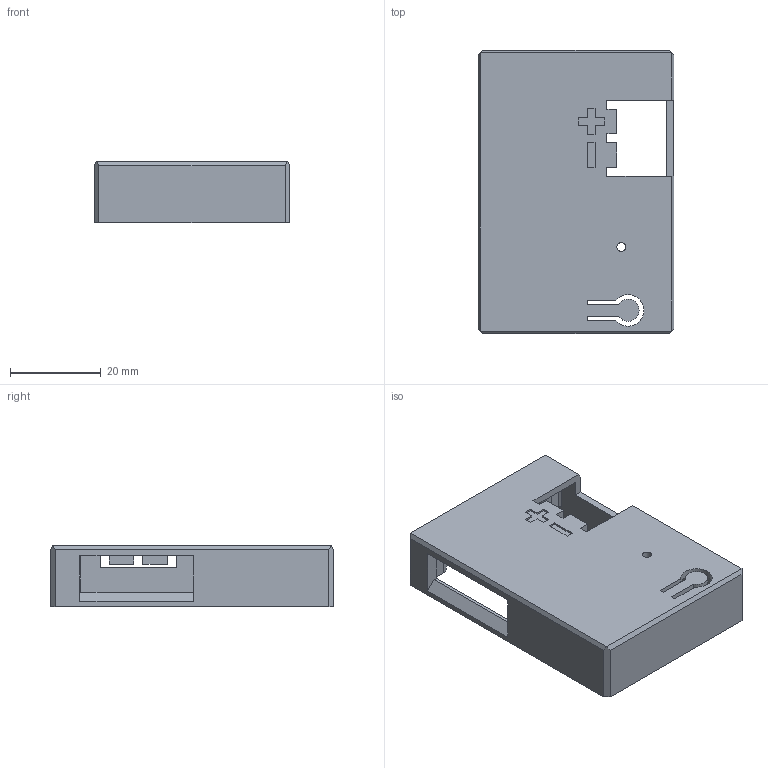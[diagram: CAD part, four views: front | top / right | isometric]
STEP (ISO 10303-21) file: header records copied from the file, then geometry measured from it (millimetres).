
FILE_DESCRIPTION(('FreeCAD Model'),'2;1');
FILE_NAME('Open CASCADE Shape Model','2025-01-26T14:42:24',(''),(''), 'Open CASCADE STEP processor 7.8','FreeCAD','Unknown');
FILE_SCHEMA(('AP242_MANAGED_MODEL_BASED_3D_ENGINEERING_MIM_LF. {1 0 10303 442 1 1 4 }'));
Length unit declared in the file: millimetre
Products named in the file (1): Top
Bounding box: 43.2 x 62.5 x 13.6 mm (x, y, z)
Surface area: 10381.5 mm2 (no closed solid volume)
Topology: 0 solids, 1 shells, 107 faces, 301 edges, 203 vertices
Faces by surface type: plane 94, cylinder 13
Full cylindrical faces by diameter (mm): 2 x5, 4.3 x1, 4.4 x1
Entity records: 3466 total; most frequent: CARTESIAN_POINT 617, ORIENTED_EDGE 602, DIRECTION 544, EDGE_CURVE 302, LINE 274, VECTOR 274, VERTEX_POINT 206, AXIS2_PLACEMENT_3D 135
